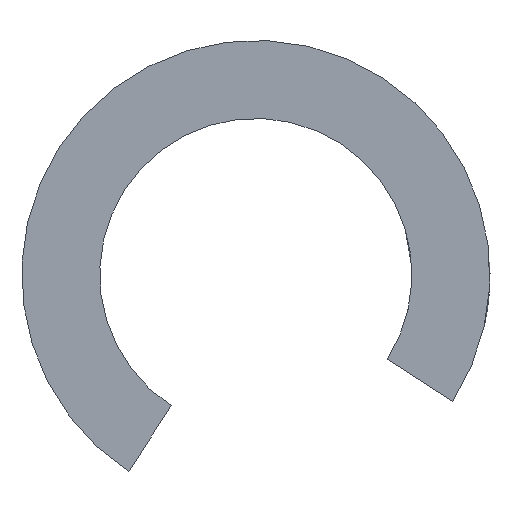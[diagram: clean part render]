
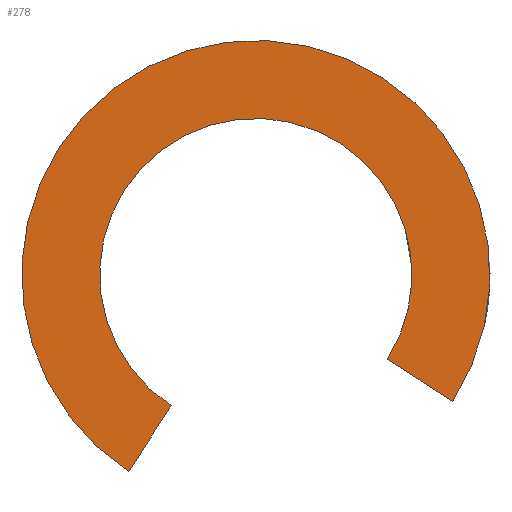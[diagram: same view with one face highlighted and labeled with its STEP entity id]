
A CAD part, front view. The second image highlights one B-rep face of the part: STEP entity #278.
In plain terms, the highlighted planar face has unit normal (0, -1, 0).
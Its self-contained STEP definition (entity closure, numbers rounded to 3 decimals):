
#2 = CARTESIAN_POINT ( 'NONE',  ( -5.42, 0., -8.404 ) ) ;
#14 = AXIS2_PLACEMENT_3D ( 'NONE', #272, #205, #137 ) ;
#62 = LINE ( 'NONE', #271, #71 ) ;
#71 = VECTOR ( 'NONE', #381, 1000. ) ;
#89 = DIRECTION ( 'NONE',  ( 0., -1., 0. ) ) ;
#98 = CARTESIAN_POINT ( 'NONE',  ( 8.404, 0., -5.42 ) ) ;
#110 = EDGE_CURVE ( 'NONE', #265, #115, #198, .T. ) ;
#115 = VERTEX_POINT ( 'NONE', #266 ) ;
#128 = CIRCLE ( 'NONE', #14, 10. ) ;
#137 = DIRECTION ( 'NONE',  ( 0., 0., -1. ) ) ;
#157 = ORIENTED_EDGE ( 'NONE', *, *, #373, .F. ) ;
#176 = AXIS2_PLACEMENT_3D ( 'NONE', #371, #89, #343 ) ;
#186 = DIRECTION ( 'NONE',  ( 0., 1., 0. ) ) ;
#196 = DIRECTION ( 'NONE',  ( -0.542, 0., -0.84 ) ) ;
#198 = LINE ( 'NONE', #222, #394 ) ;
#205 = DIRECTION ( 'NONE',  ( 0., -1., 0. ) ) ;
#217 = ORIENTED_EDGE ( 'NONE', *, *, #264, .F. ) ;
#219 = EDGE_LOOP ( 'NONE', ( #157, #397, #217, #370 ) ) ;
#222 = CARTESIAN_POINT ( 'NONE',  ( -5.42, 0., -8.404 ) ) ;
#255 = VERTEX_POINT ( 'NONE', #256 ) ;
#256 = CARTESIAN_POINT ( 'NONE',  ( 12.606, 0., -8.13 ) ) ;
#262 = CARTESIAN_POINT ( 'NONE',  ( 0., 0., 0. ) ) ;
#264 = EDGE_CURVE ( 'NONE', #115, #255, #383, .T. ) ;
#265 = VERTEX_POINT ( 'NONE', #2 ) ;
#266 = CARTESIAN_POINT ( 'NONE',  ( -8.13, 0., -12.606 ) ) ;
#271 = CARTESIAN_POINT ( 'NONE',  ( 8.404, 0., -5.42 ) ) ;
#272 = CARTESIAN_POINT ( 'NONE',  ( 0., 0., 0. ) ) ;
#278 = ADVANCED_FACE ( 'NONE', ( #289 ), #405, .T. ) ;
#289 = FACE_OUTER_BOUND ( 'NONE', #219, .T. ) ;
#296 = EDGE_CURVE ( 'NONE', #255, #315, #62, .T. ) ;
#315 = VERTEX_POINT ( 'NONE', #98 ) ;
#328 = AXIS2_PLACEMENT_3D ( 'NONE', #262, #186, #379 ) ;
#343 = DIRECTION ( 'NONE',  ( 0., 0., -1. ) ) ;
#370 = ORIENTED_EDGE ( 'NONE', *, *, #110, .F. ) ;
#371 = CARTESIAN_POINT ( 'NONE',  ( 0., 0., 0. ) ) ;
#373 = EDGE_CURVE ( 'NONE', #315, #265, #128, .T. ) ;
#379 = DIRECTION ( 'NONE',  ( 0., 0., 1. ) ) ;
#381 = DIRECTION ( 'NONE',  ( -0.84, 0., 0.542 ) ) ;
#383 = CIRCLE ( 'NONE', #328, 15. ) ;
#394 = VECTOR ( 'NONE', #196, 1000. ) ;
#397 = ORIENTED_EDGE ( 'NONE', *, *, #296, .F. ) ;
#405 = PLANE ( 'NONE',  #176 ) ;
